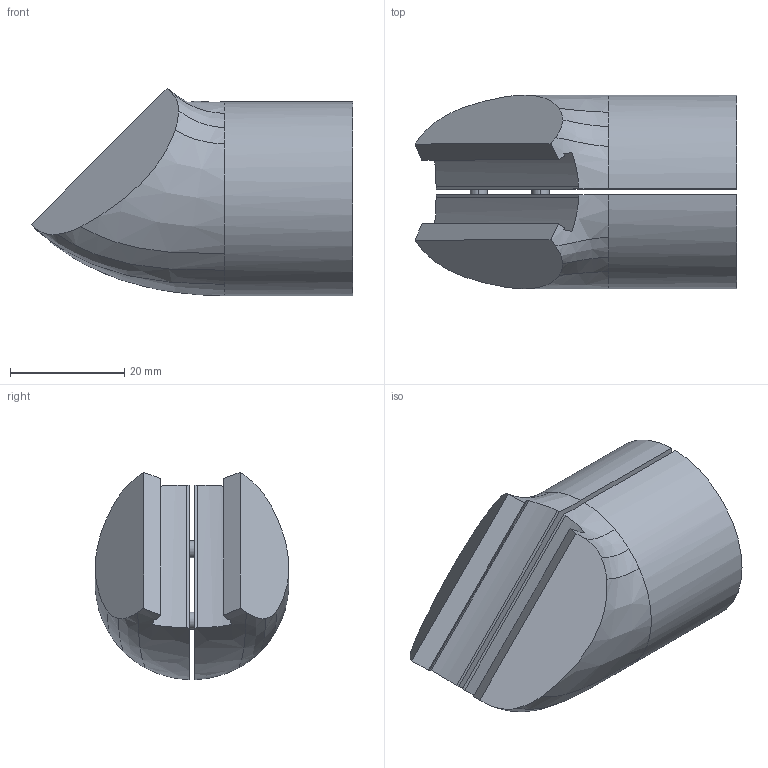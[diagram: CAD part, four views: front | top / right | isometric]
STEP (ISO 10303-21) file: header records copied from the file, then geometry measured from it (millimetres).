
FILE_DESCRIPTION(('STEP AP214'),'1');
FILE_NAME('cctmp_D1FE93F4-E36E-4328-914E-2DCC55868EE0_2024_10_29_15_49_00_0066_7240..stp','2024-10-29T14:49:00',('Bosch Rexroth AG'),('CADClick - www.CADClick.com'),'Spatial InterOp 3D',' ','unknown authorization - (Healing Option Enabled)');
FILE_SCHEMA(('AUTOMOTIVE_DESIGN'));
Length unit declared in the file: millimetre
Products named in the file (2): 1; 2
Bounding box: 56.46 x 34 x 36.38 mm (x, y, z)
Volume: 24893.1 mm3; surface area: 10460.6 mm2
Topology: 2 solids, 2 shells, 50 faces, 126 edges, 84 vertices
Faces by surface type: plane 20, cylinder 16, bspline 14
Entity records: 4409 total; most frequent: CARTESIAN_POINT 2938, ORIENTED_EDGE 252, DIRECTION 156, EDGE_CURVE 126, VERTEX_POINT 84, AXIS2_PLACEMENT_3D 60, EDGE_LOOP 54, B_SPLINE_CURVE_WITH_KNOTS 54
